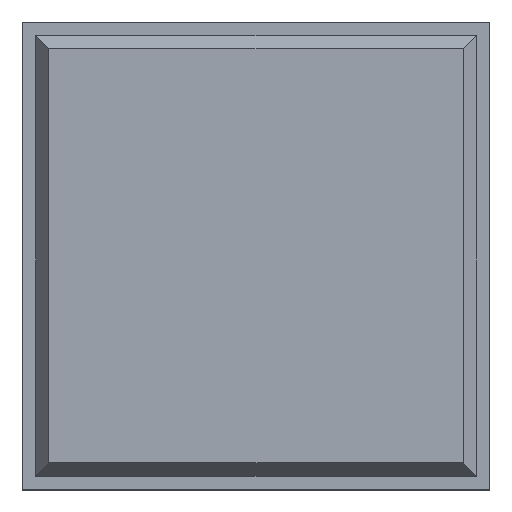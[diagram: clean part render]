
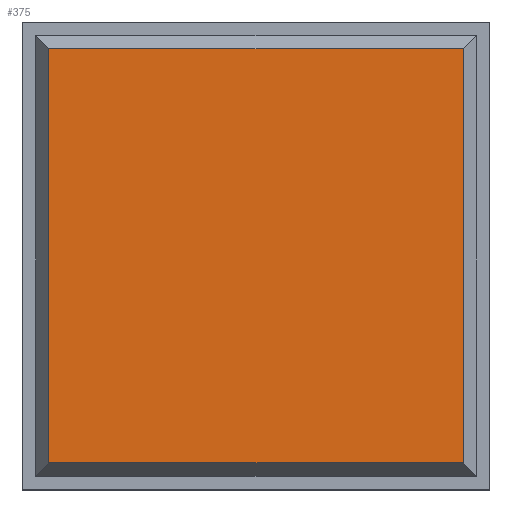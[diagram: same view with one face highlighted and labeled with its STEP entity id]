
A CAD part, top view. The second image highlights one B-rep face of the part: STEP entity #375.
In plain terms, the highlighted planar face has unit normal (0, 0, 1).
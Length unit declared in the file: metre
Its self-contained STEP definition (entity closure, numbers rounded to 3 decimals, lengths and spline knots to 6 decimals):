
#5 = CARTESIAN_POINT ( 'NONE',  ( -0.2632, 0.2632, 0.022 ) ) ;
#18 = EDGE_CURVE ( 'NONE', #20, #484, #329, .T. ) ;
#20 = VERTEX_POINT ( 'NONE', #361 ) ;
#33 = DIRECTION ( 'NONE',  ( 0., 0., 1. ) ) ;
#39 = VERTEX_POINT ( 'NONE', #83 ) ;
#61 = ORIENTED_EDGE ( 'NONE', *, *, #18, .T. ) ;
#83 = CARTESIAN_POINT ( 'NONE',  ( 0.2632, 0.2632, 0.022 ) ) ;
#88 = AXIS2_PLACEMENT_3D ( 'NONE', #290, #33, #257 ) ;
#90 = LINE ( 'NONE', #282, #179 ) ;
#99 = DIRECTION ( 'NONE',  ( -1., 0., 0. ) ) ;
#125 = LINE ( 'NONE', #353, #193 ) ;
#139 = VECTOR ( 'NONE', #99, 1. ) ;
#143 = CARTESIAN_POINT ( 'NONE',  ( 0.2632, -0.2632, 0.022 ) ) ;
#151 = CARTESIAN_POINT ( 'NONE',  ( 0.2632, -0.2632, 0.022 ) ) ;
#179 = VECTOR ( 'NONE', #200, 1. ) ;
#193 = VECTOR ( 'NONE', #317, 1. ) ;
#196 = ORIENTED_EDGE ( 'NONE', *, *, #309, .T. ) ;
#200 = DIRECTION ( 'NONE',  ( 0., -1., 0. ) ) ;
#202 = EDGE_LOOP ( 'NONE', ( #61, #196, #458, #403 ) ) ;
#237 = VERTEX_POINT ( 'NONE', #5 ) ;
#257 = DIRECTION ( 'NONE',  ( 1., 0., 0. ) ) ;
#269 = EDGE_CURVE ( 'NONE', #237, #20, #90, .T. ) ;
#282 = CARTESIAN_POINT ( 'NONE',  ( -0.2632, 0.2632, 0.022 ) ) ;
#290 = CARTESIAN_POINT ( 'NONE',  ( 0., 0., 0.022 ) ) ;
#292 = DIRECTION ( 'NONE',  ( 1., 0., 0. ) ) ;
#309 = EDGE_CURVE ( 'NONE', #484, #39, #125, .T. ) ;
#317 = DIRECTION ( 'NONE',  ( 0., 1., 0. ) ) ;
#326 = VECTOR ( 'NONE', #292, 1. ) ;
#329 = LINE ( 'NONE', #143, #326 ) ;
#334 = PLANE ( 'NONE',  #88 ) ;
#353 = CARTESIAN_POINT ( 'NONE',  ( 0.2632, 0.2632, 0.022 ) ) ;
#361 = CARTESIAN_POINT ( 'NONE',  ( -0.2632, -0.2632, 0.022 ) ) ;
#375 = ADVANCED_FACE ( 'NONE', ( #454 ), #334, .T. ) ;
#403 = ORIENTED_EDGE ( 'NONE', *, *, #269, .T. ) ;
#409 = EDGE_CURVE ( 'NONE', #39, #237, #478, .T. ) ;
#454 = FACE_OUTER_BOUND ( 'NONE', #202, .T. ) ;
#458 = ORIENTED_EDGE ( 'NONE', *, *, #409, .T. ) ;
#478 = LINE ( 'NONE', #483, #139 ) ;
#483 = CARTESIAN_POINT ( 'NONE',  ( 0.2632, 0.2632, 0.022 ) ) ;
#484 = VERTEX_POINT ( 'NONE', #151 ) ;
